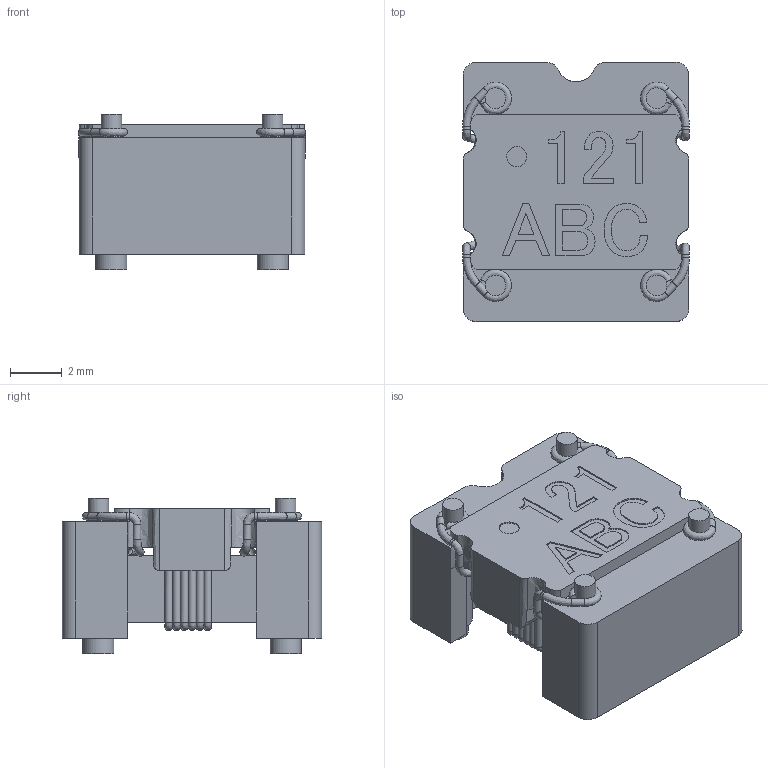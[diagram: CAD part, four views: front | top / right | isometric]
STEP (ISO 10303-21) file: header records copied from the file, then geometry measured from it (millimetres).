
FILE_DESCRIPTION( ('This file contains a STEP AP42 implementation' ,'as created by ZW3D STEP Interface translator.') ,'2;1' );
FILE_NAME( 'SF1006-L(121).stp' ,'14 925.114218', (''), ('ZWCAD Software Co.'), 'Version 1.0', 'ZW3D to STEP translator', '' );
FILE_SCHEMA( ('CONFIG_CONTROL_DESIGN') );
Length unit declared in the file: millimetre
Products named in the file (1): 0
Bounding box: 8.76 x 10 x 6 mm (x, y, z)
Volume: 288.5 mm3; surface area: 738.5 mm2
Topology: 10 solids, 51 shells, 343 faces, 926 edges, 595 vertices
Faces by surface type: bspline 343
Entity records: 14339 total; most frequent: CARTESIAN_POINT 9293, ORIENTED_EDGE 1696, EDGE_CURVE 904, VERTEX_POINT 595, B_SPLINE_CURVE_WITH_KNOTS 510, EDGE_LOOP 355, FACE_OUTER_BOUND 343, ADVANCED_FACE 343
